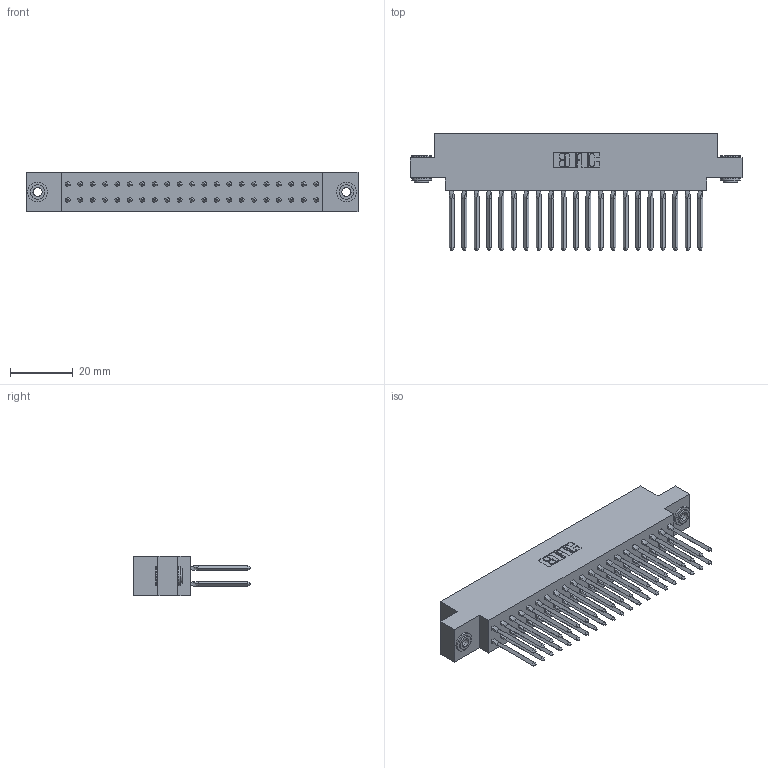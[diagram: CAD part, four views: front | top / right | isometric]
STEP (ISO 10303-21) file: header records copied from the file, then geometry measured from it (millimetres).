
FILE_DESCRIPTION (( 'STEP AP203' ), '1' );
FILE_NAME ('317-042-542-803.STEP', '2020-02-28T01:27:36', ( '' ), ( '' ), 'SwSTEP 2.0', 'SolidWorks 2016', '' );
FILE_SCHEMA (( 'CONFIG_CONTROL_DESIGN' ));
Length unit declared in the file: inch
Products named in the file (4): 317-042-542-803; 317 Part_.156 Dia - TH; 317-290-003_542; 345-250-002_345-250-002-102
Assembly tree (45 placements, depth 2):
  317-042-542-803
    317 Part_.156 Dia - TH
    317-290-003_542  x42
    345-250-002_345-250-002-102  x2
Bounding box: 105.92 x 37.34 x 12.7 mm (x, y, z)
Volume: 16699.5 mm3; surface area: 22764.5 mm2
Topology: 45 solids, 45 shells, 2534 faces, 7071 edges, 4514 vertices
Faces by surface type: plane 2000, cylinder 358, bspline 168, cone 8
Entity records: 32952 total; most frequent: CARTESIAN_POINT 5964, ORIENTED_EDGE 5620, DIRECTION 4804, EDGE_CURVE 2810, VECTOR 2616, LINE 2616, VERTEX_POINT 1866, AXIS2_PLACEMENT_3D 1094
